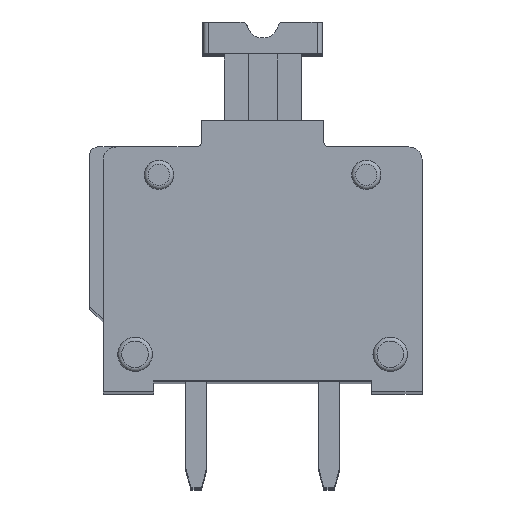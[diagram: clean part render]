
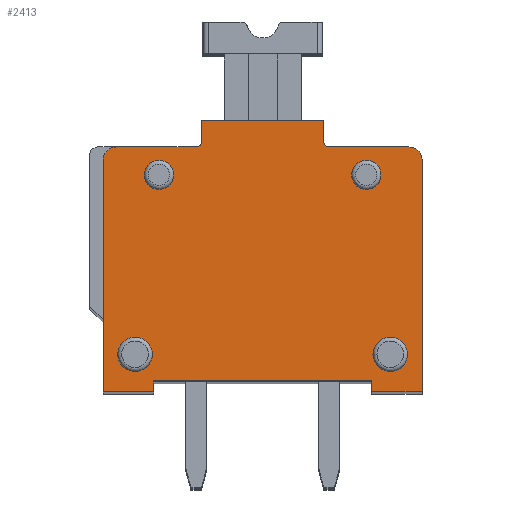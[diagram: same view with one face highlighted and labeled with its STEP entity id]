
A CAD part, top view. The second image highlights one B-rep face of the part: STEP entity #2413.
In plain terms, the highlighted planar face has unit normal (0, 0, 1).
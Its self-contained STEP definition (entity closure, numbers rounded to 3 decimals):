
#2413 = ADVANCED_FACE( '', ( #5193, #5194, #5195, #5196, #5197 ), #5198, .T. );
#5193 = FACE_OUTER_BOUND( '', #8283, .T. );
#5194 = FACE_BOUND( '', #8284, .T. );
#5195 = FACE_BOUND( '', #8285, .T. );
#5196 = FACE_BOUND( '', #8286, .T. );
#5197 = FACE_BOUND( '', #8287, .T. );
#5198 = PLANE( '', #8288 );
#8283 = EDGE_LOOP( '', ( #15619, #15620, #15621, #15622, #15623, #15624, #15625, #15626, #15627, #15628, #15629, #15630, #15631, #15632, #15633, #15634 ) );
#8284 = EDGE_LOOP( '', ( #15635 ) );
#8285 = EDGE_LOOP( '', ( #15636 ) );
#8286 = EDGE_LOOP( '', ( #15637 ) );
#8287 = EDGE_LOOP( '', ( #15638 ) );
#8288 = AXIS2_PLACEMENT_3D( '', #15639, #15640, #15641 );
#15619 = ORIENTED_EDGE( '', *, *, #21468, .T. );
#15620 = ORIENTED_EDGE( '', *, *, #19991, .T. );
#15621 = ORIENTED_EDGE( '', *, *, #21469, .F. );
#15622 = ORIENTED_EDGE( '', *, *, #19643, .F. );
#15623 = ORIENTED_EDGE( '', *, *, #20365, .F. );
#15624 = ORIENTED_EDGE( '', *, *, #21470, .T. );
#15625 = ORIENTED_EDGE( '', *, *, #21471, .F. );
#15626 = ORIENTED_EDGE( '', *, *, #21363, .F. );
#15627 = ORIENTED_EDGE( '', *, *, #19177, .T. );
#15628 = ORIENTED_EDGE( '', *, *, #18868, .T. );
#15629 = ORIENTED_EDGE( '', *, *, #18562, .T. );
#15630 = ORIENTED_EDGE( '', *, *, #18541, .T. );
#15631 = ORIENTED_EDGE( '', *, *, #21351, .T. );
#15632 = ORIENTED_EDGE( '', *, *, #21472, .F. );
#15633 = ORIENTED_EDGE( '', *, *, #21473, .T. );
#15634 = ORIENTED_EDGE( '', *, *, #21474, .F. );
#15635 = ORIENTED_EDGE( '', *, *, #20070, .F. );
#15636 = ORIENTED_EDGE( '', *, *, #20405, .F. );
#15637 = ORIENTED_EDGE( '', *, *, #21204, .F. );
#15638 = ORIENTED_EDGE( '', *, *, #19911, .F. );
#15639 = CARTESIAN_POINT( '', ( 5.954, 7.756, 3.54 ) );
#15640 = DIRECTION( '', ( 0., 0., 1. ) );
#15641 = DIRECTION( '', ( 1., 0., 0. ) );
#18541 = EDGE_CURVE( '', #22229, #22227, #22230, .T. );
#18562 = EDGE_CURVE( '', #22268, #22229, #22269, .T. );
#18868 = EDGE_CURVE( '', #22819, #22268, #22820, .T. );
#19177 = EDGE_CURVE( '', #23360, #22819, #23361, .T. );
#19643 = EDGE_CURVE( '', #24117, #24113, #24119, .T. );
#19911 = EDGE_CURVE( '', #24548, #24548, #24549, .T. );
#19991 = EDGE_CURVE( '', #24678, #24676, #24679, .T. );
#20070 = EDGE_CURVE( '', #24792, #24792, #24793, .T. );
#20365 = EDGE_CURVE( '', #25230, #24117, #25232, .T. );
#20405 = EDGE_CURVE( '', #25290, #25290, #25291, .T. );
#21204 = EDGE_CURVE( '', #26430, #26430, #26431, .T. );
#21351 = EDGE_CURVE( '', #22227, #26603, #26605, .T. );
#21363 = EDGE_CURVE( '', #23360, #26618, #26619, .T. );
#21468 = EDGE_CURVE( '', #26731, #24678, #26732, .T. );
#21469 = EDGE_CURVE( '', #24113, #24676, #26733, .T. );
#21470 = EDGE_CURVE( '', #25230, #26734, #26735, .T. );
#21471 = EDGE_CURVE( '', #26618, #26734, #26736, .T. );
#21472 = EDGE_CURVE( '', #26737, #26603, #26738, .T. );
#21473 = EDGE_CURVE( '', #26737, #26739, #26740, .T. );
#21474 = EDGE_CURVE( '', #26731, #26739, #26741, .T. );
#22227 = VERTEX_POINT( '', #27622 );
#22229 = VERTEX_POINT( '', #27625 );
#22230 = LINE( '', #27626, #27627 );
#22268 = VERTEX_POINT( '', #27683 );
#22269 = LINE( '', #27684, #27685 );
#22819 = VERTEX_POINT( '', #28471 );
#22820 = CIRCLE( '', #28472, 0.2 );
#23360 = VERTEX_POINT( '', #29231 );
#23361 = LINE( '', #29232, #29233 );
#24113 = VERTEX_POINT( '', #30431 );
#24117 = VERTEX_POINT( '', #30437 );
#24119 = LINE( '', #30440, #30441 );
#24548 = VERTEX_POINT( '', #31115 );
#24549 = CIRCLE( '', #31116, 0.55 );
#24676 = VERTEX_POINT( '', #31296 );
#24678 = VERTEX_POINT( '', #31299 );
#24679 = LINE( '', #31300, #31301 );
#24792 = VERTEX_POINT( '', #31461 );
#24793 = CIRCLE( '', #31462, 0.65 );
#25230 = VERTEX_POINT( '', #32148 );
#25232 = LINE( '', #32151, #32152 );
#25290 = VERTEX_POINT( '', #32232 );
#25291 = CIRCLE( '', #32233, 0.55 );
#26430 = VERTEX_POINT( '', #34058 );
#26431 = CIRCLE( '', #34059, 0.65 );
#26603 = VERTEX_POINT( '', #34339 );
#26605 = LINE( '', #34342, #34343 );
#26618 = VERTEX_POINT( '', #34362 );
#26619 = CIRCLE( '', #34363, 0.5 );
#26731 = VERTEX_POINT( '', #34564 );
#26732 = LINE( '', #34565, #34566 );
#26733 = LINE( '', #34567, #34568 );
#26734 = VERTEX_POINT( '', #34569 );
#26735 = LINE( '', #34570, #34571 );
#26736 = LINE( '', #34572, #34573 );
#26737 = VERTEX_POINT( '', #34574 );
#26738 = CIRCLE( '', #34575, 0.2 );
#26739 = VERTEX_POINT( '', #34576 );
#26740 = LINE( '', #34577, #34578 );
#26741 = CIRCLE( '', #34579, 0.5 );
#27622 = CARTESIAN_POINT( '', ( 3.7, 10.2, 3.54 ) );
#27625 = CARTESIAN_POINT( '', ( 8.3, 10.2, 3.54 ) );
#27626 = CARTESIAN_POINT( '', ( 7.771, 10.2, 3.54 ) );
#27627 = VECTOR( '', #35497, 1000. );
#27683 = CARTESIAN_POINT( '', ( 8.3, 9.4, 3.54 ) );
#27684 = CARTESIAN_POINT( '', ( 8.3, 7.285, 3.54 ) );
#27685 = VECTOR( '', #35516, 1000. );
#28471 = CARTESIAN_POINT( '', ( 8.5, 9.2, 3.54 ) );
#28472 = AXIS2_PLACEMENT_3D( '', #35810, #35811, #35812 );
#29231 = CARTESIAN_POINT( '', ( 11.5, 9.2, 3.54 ) );
#29232 = CARTESIAN_POINT( '', ( 7.771, 9.2, 3.54 ) );
#29233 = VECTOR( '', #36134, 1000. );
#30431 = CARTESIAN_POINT( '', ( 1.9, 0.4, 3.54 ) );
#30437 = CARTESIAN_POINT( '', ( 10.1, 0.4, 3.54 ) );
#30440 = CARTESIAN_POINT( '', ( 7.771, 0.4, 3.54 ) );
#30441 = VECTOR( '', #36596, 1000. );
#31115 = CARTESIAN_POINT( '', ( 2.65, 8.15, 3.54 ) );
#31116 = AXIS2_PLACEMENT_3D( '', #36872, #36873, #36874 );
#31296 = CARTESIAN_POINT( '', ( 1.9, 0., 3.54 ) );
#31299 = CARTESIAN_POINT( '', ( 0., 0., 3.54 ) );
#31300 = CARTESIAN_POINT( '', ( 7.771, 0., 3.54 ) );
#31301 = VECTOR( '', #36956, 1000. );
#31461 = CARTESIAN_POINT( '', ( 11.45, 1.4, 3.54 ) );
#31462 = AXIS2_PLACEMENT_3D( '', #37031, #37032, #37033 );
#32148 = CARTESIAN_POINT( '', ( 10.1, 0., 3.54 ) );
#32151 = CARTESIAN_POINT( '', ( 10.1, 7.285, 3.54 ) );
#32152 = VECTOR( '', #37317, 1000. );
#32232 = CARTESIAN_POINT( '', ( 10.45, 8.15, 3.54 ) );
#32233 = AXIS2_PLACEMENT_3D( '', #37358, #37359, #37360 );
#34058 = CARTESIAN_POINT( '', ( 1.85, 1.4, 3.54 ) );
#34059 = AXIS2_PLACEMENT_3D( '', #38134, #38135, #38136 );
#34339 = CARTESIAN_POINT( '', ( 3.7, 9.4, 3.54 ) );
#34342 = CARTESIAN_POINT( '', ( 3.7, 7.285, 3.54 ) );
#34343 = VECTOR( '', #38243, 1000. );
#34362 = CARTESIAN_POINT( '', ( 12., 8.7, 3.54 ) );
#34363 = AXIS2_PLACEMENT_3D( '', #38253, #38254, #38255 );
#34564 = CARTESIAN_POINT( '', ( 0., 8.7, 3.54 ) );
#34565 = CARTESIAN_POINT( '', ( 0., 7.285, 3.54 ) );
#34566 = VECTOR( '', #38318, 1000. );
#34567 = CARTESIAN_POINT( '', ( 1.9, 7.285, 3.54 ) );
#34568 = VECTOR( '', #38319, 1000. );
#34569 = CARTESIAN_POINT( '', ( 12., 0., 3.54 ) );
#34570 = CARTESIAN_POINT( '', ( 7.771, 0., 3.54 ) );
#34571 = VECTOR( '', #38320, 1000. );
#34572 = CARTESIAN_POINT( '', ( 12., 7.285, 3.54 ) );
#34573 = VECTOR( '', #38321, 1000. );
#34574 = CARTESIAN_POINT( '', ( 3.5, 9.2, 3.54 ) );
#34575 = AXIS2_PLACEMENT_3D( '', #38322, #38323, #38324 );
#34576 = CARTESIAN_POINT( '', ( 0.5, 9.2, 3.54 ) );
#34577 = CARTESIAN_POINT( '', ( 7.771, 9.2, 3.54 ) );
#34578 = VECTOR( '', #38325, 1000. );
#34579 = AXIS2_PLACEMENT_3D( '', #38326, #38327, #38328 );
#35497 = DIRECTION( '', ( -1., 0., 0. ) );
#35516 = DIRECTION( '', ( 0., 1., 0. ) );
#35810 = CARTESIAN_POINT( '', ( 8.5, 9.4, 3.54 ) );
#35811 = DIRECTION( '', ( 0., 0., -1. ) );
#35812 = DIRECTION( '', ( -1., 0., 0. ) );
#36134 = DIRECTION( '', ( -1., 0., 0. ) );
#36596 = DIRECTION( '', ( -1., 0., 0. ) );
#36872 = CARTESIAN_POINT( '', ( 2.1, 8.15, 3.54 ) );
#36873 = DIRECTION( '', ( 0., 0., 1. ) );
#36874 = DIRECTION( '', ( 1., 0., 0. ) );
#36956 = DIRECTION( '', ( 1., 0., 0. ) );
#37031 = CARTESIAN_POINT( '', ( 10.8, 1.4, 3.54 ) );
#37032 = DIRECTION( '', ( 0., 0., 1. ) );
#37033 = DIRECTION( '', ( 1., 0., 0. ) );
#37317 = DIRECTION( '', ( 0., 1., 0. ) );
#37358 = CARTESIAN_POINT( '', ( 9.9, 8.15, 3.54 ) );
#37359 = DIRECTION( '', ( 0., 0., 1. ) );
#37360 = DIRECTION( '', ( 1., 0., 0. ) );
#38134 = CARTESIAN_POINT( '', ( 1.2, 1.4, 3.54 ) );
#38135 = DIRECTION( '', ( 0., 0., 1. ) );
#38136 = DIRECTION( '', ( 1., 0., 0. ) );
#38243 = DIRECTION( '', ( 0., -1., 0. ) );
#38253 = CARTESIAN_POINT( '', ( 11.5, 8.7, 3.54 ) );
#38254 = DIRECTION( '', ( 0., 0., -1. ) );
#38255 = DIRECTION( '', ( -1., 0., 0. ) );
#38318 = DIRECTION( '', ( 0., -1., 0. ) );
#38319 = DIRECTION( '', ( 0., -1., 0. ) );
#38320 = DIRECTION( '', ( 1., 0., 0. ) );
#38321 = DIRECTION( '', ( 0., -1., 0. ) );
#38322 = CARTESIAN_POINT( '', ( 3.5, 9.4, 3.54 ) );
#38323 = DIRECTION( '', ( 0., 0., 1. ) );
#38324 = DIRECTION( '', ( 1., 0., 0. ) );
#38325 = DIRECTION( '', ( -1., 0., 0. ) );
#38326 = CARTESIAN_POINT( '', ( 0.5, 8.7, 3.54 ) );
#38327 = DIRECTION( '', ( 0., 0., -1. ) );
#38328 = DIRECTION( '', ( -1., 0., 0. ) );
